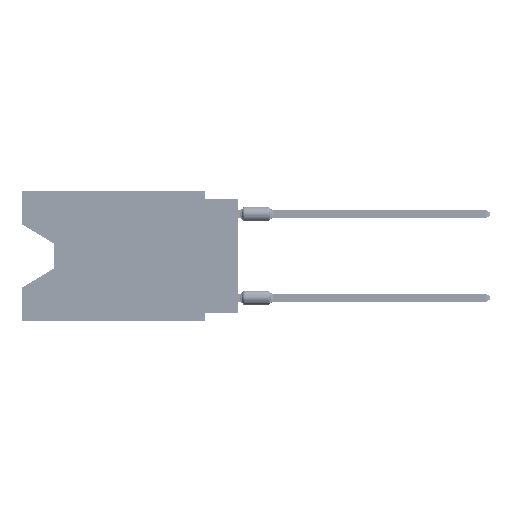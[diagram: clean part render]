
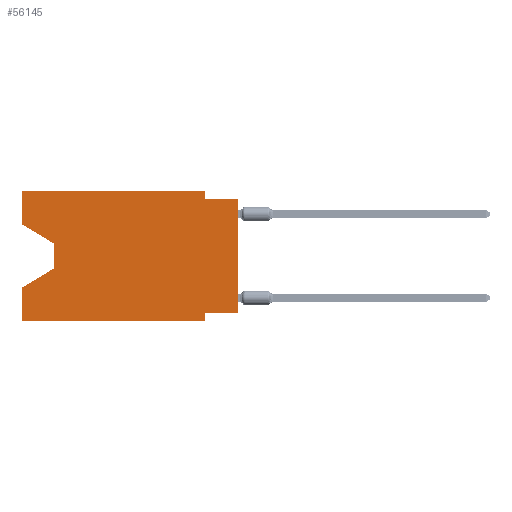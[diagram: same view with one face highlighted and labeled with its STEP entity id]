
A CAD part, left-side view. The second image highlights one B-rep face of the part: STEP entity #56145.
In plain terms, the highlighted planar face has unit normal (-1, 0, 0).
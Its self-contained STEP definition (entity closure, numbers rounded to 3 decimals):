
#326 = DIRECTION ( 'NONE',  ( 0., -1., 0. ) ) ;
#905 = LINE ( 'NONE', #52161, #73710 ) ;
#1253 = VERTEX_POINT ( 'NONE', #44080 ) ;
#1585 = VECTOR ( 'NONE', #5061, 1000. ) ;
#4219 = LINE ( 'NONE', #42862, #17249 ) ;
#4829 = EDGE_LOOP ( 'NONE', ( #82678, #63006, #25627, #76602, #39880, #40308, #26039, #31167, #48069, #39260, #29113, #40808 ) ) ;
#5061 = DIRECTION ( 'NONE',  ( 0., 1., 0. ) ) ;
#5320 = VECTOR ( 'NONE', #24018, 1000. ) ;
#6702 = VECTOR ( 'NONE', #10131, 1000. ) ;
#9438 = LINE ( 'NONE', #73324, #40778 ) ;
#9645 = CARTESIAN_POINT ( 'NONE',  ( 0., 16.383, -2.546 ) ) ;
#9725 = VECTOR ( 'NONE', #60618, 1000. ) ;
#10131 = DIRECTION ( 'NONE',  ( 0., 0., -1. ) ) ;
#10954 = DIRECTION ( 'NONE',  ( 1., 0., 0. ) ) ;
#11579 = VERTEX_POINT ( 'NONE', #38934 ) ;
#16178 = CARTESIAN_POINT ( 'NONE',  ( 0., 16.383, -2.546 ) ) ;
#16854 = DIRECTION ( 'NONE',  ( 0., 0., -1. ) ) ;
#16912 = VERTEX_POINT ( 'NONE', #53890 ) ;
#17249 = VECTOR ( 'NONE', #29833, 1000. ) ;
#17594 = CARTESIAN_POINT ( 'NONE',  ( 0., 13.97, -5.893 ) ) ;
#18274 = CARTESIAN_POINT ( 'NONE',  ( 0., 16.383, 0. ) ) ;
#18515 = CARTESIAN_POINT ( 'NONE',  ( 0., 2.54, -0.635 ) ) ;
#18553 = LINE ( 'NONE', #49653, #5320 ) ;
#20062 = CARTESIAN_POINT ( 'NONE',  ( 0., 13.97, -4.013 ) ) ;
#20923 = VERTEX_POINT ( 'NONE', #9645 ) ;
#22305 = LINE ( 'NONE', #47937, #54231 ) ;
#22485 = DIRECTION ( 'NONE',  ( 0., -0.855, -0.519 ) ) ;
#24018 = DIRECTION ( 'NONE',  ( 0., 0., 1. ) ) ;
#25627 = ORIENTED_EDGE ( 'NONE', *, *, #50387, .T. ) ;
#26039 = ORIENTED_EDGE ( 'NONE', *, *, #69902, .F. ) ;
#28847 = CARTESIAN_POINT ( 'NONE',  ( 0., 16.383, -7.36 ) ) ;
#29113 = ORIENTED_EDGE ( 'NONE', *, *, #60124, .F. ) ;
#29833 = DIRECTION ( 'NONE',  ( 0., 0.855, -0.519 ) ) ;
#31167 = ORIENTED_EDGE ( 'NONE', *, *, #36869, .T. ) ;
#33517 = CARTESIAN_POINT ( 'NONE',  ( 0., 16.383, -9.906 ) ) ;
#34301 = VERTEX_POINT ( 'NONE', #17594 ) ;
#36543 = EDGE_CURVE ( 'NONE', #20923, #70464, #68251, .T. ) ;
#36869 = EDGE_CURVE ( 'NONE', #55631, #77266, #60202, .T. ) ;
#37616 = DIRECTION ( 'NONE',  ( 0., -1., 0. ) ) ;
#38650 = EDGE_CURVE ( 'NONE', #56194, #77266, #22305, .T. ) ;
#38934 = CARTESIAN_POINT ( 'NONE',  ( 0., 2.54, 0. ) ) ;
#39260 = ORIENTED_EDGE ( 'NONE', *, *, #54255, .F. ) ;
#39880 = ORIENTED_EDGE ( 'NONE', *, *, #44384, .T. ) ;
#40308 = ORIENTED_EDGE ( 'NONE', *, *, #44859, .F. ) ;
#40778 = VECTOR ( 'NONE', #60690, 1000. ) ;
#40808 = ORIENTED_EDGE ( 'NONE', *, *, #51881, .F. ) ;
#42862 = CARTESIAN_POINT ( 'NONE',  ( 0., 13.97, -5.893 ) ) ;
#43743 = CARTESIAN_POINT ( 'NONE',  ( 0., 0., -0.635 ) ) ;
#44080 = CARTESIAN_POINT ( 'NONE',  ( 0., 2.54, -9.906 ) ) ;
#44132 = CARTESIAN_POINT ( 'NONE',  ( 0., 0., -9.271 ) ) ;
#44216 = VERTEX_POINT ( 'NONE', #56643 ) ;
#44384 = EDGE_CURVE ( 'NONE', #44216, #1253, #45700, .T. ) ;
#44859 = EDGE_CURVE ( 'NONE', #62559, #1253, #72490, .T. ) ;
#45700 = LINE ( 'NONE', #33517, #62725 ) ;
#47562 = CARTESIAN_POINT ( 'NONE',  ( 0., 2.54, 0. ) ) ;
#47937 = CARTESIAN_POINT ( 'NONE',  ( 0., 0., -0.635 ) ) ;
#48069 = ORIENTED_EDGE ( 'NONE', *, *, #38650, .F. ) ;
#49653 = CARTESIAN_POINT ( 'NONE',  ( 0., 16.383, 0. ) ) ;
#50212 = LINE ( 'NONE', #18274, #54336 ) ;
#50387 = EDGE_CURVE ( 'NONE', #34301, #74515, #4219, .T. ) ;
#50453 = CARTESIAN_POINT ( 'NONE',  ( 0., 16.383, 0. ) ) ;
#51881 = EDGE_CURVE ( 'NONE', #20923, #16912, #18553, .T. ) ;
#52161 = CARTESIAN_POINT ( 'NONE',  ( 0., 16.383, 0. ) ) ;
#52739 = CARTESIAN_POINT ( 'NONE',  ( 0., 2.54, -9.906 ) ) ;
#53228 = EDGE_CURVE ( 'NONE', #44216, #74515, #905, .T. ) ;
#53890 = CARTESIAN_POINT ( 'NONE',  ( 0., 16.383, 0. ) ) ;
#54231 = VECTOR ( 'NONE', #73577, 1000. ) ;
#54255 = EDGE_CURVE ( 'NONE', #11579, #56194, #60980, .T. ) ;
#54336 = VECTOR ( 'NONE', #37616, 1000. ) ;
#55509 = PLANE ( 'NONE',  #78242 ) ;
#55631 = VERTEX_POINT ( 'NONE', #60672 ) ;
#56145 = ADVANCED_FACE ( 'NONE', ( #75670 ), #55509, .F. ) ;
#56194 = VERTEX_POINT ( 'NONE', #18515 ) ;
#56643 = CARTESIAN_POINT ( 'NONE',  ( 0., 16.383, -9.906 ) ) ;
#57394 = VECTOR ( 'NONE', #78792, 1000. ) ;
#60124 = EDGE_CURVE ( 'NONE', #16912, #11579, #50212, .T. ) ;
#60202 = LINE ( 'NONE', #67343, #9725 ) ;
#60618 = DIRECTION ( 'NONE',  ( 0., 0., 1. ) ) ;
#60672 = CARTESIAN_POINT ( 'NONE',  ( 0., 0., -9.271 ) ) ;
#60690 = DIRECTION ( 'NONE',  ( 0., 0., -1. ) ) ;
#60980 = LINE ( 'NONE', #47562, #6702 ) ;
#62559 = VERTEX_POINT ( 'NONE', #66361 ) ;
#62725 = VECTOR ( 'NONE', #326, 1000. ) ;
#63006 = ORIENTED_EDGE ( 'NONE', *, *, #82177, .T. ) ;
#66361 = CARTESIAN_POINT ( 'NONE',  ( 0., 2.54, -9.271 ) ) ;
#67343 = CARTESIAN_POINT ( 'NONE',  ( 0., 0., 0. ) ) ;
#68251 = LINE ( 'NONE', #16178, #68752 ) ;
#68752 = VECTOR ( 'NONE', #22485, 1000. ) ;
#69902 = EDGE_CURVE ( 'NONE', #55631, #62559, #82376, .T. ) ;
#70464 = VERTEX_POINT ( 'NONE', #20062 ) ;
#72490 = LINE ( 'NONE', #52739, #57394 ) ;
#73324 = CARTESIAN_POINT ( 'NONE',  ( 0., 13.97, -4.013 ) ) ;
#73577 = DIRECTION ( 'NONE',  ( 0., -1., 0. ) ) ;
#73710 = VECTOR ( 'NONE', #77808, 1000. ) ;
#74515 = VERTEX_POINT ( 'NONE', #28847 ) ;
#75670 = FACE_OUTER_BOUND ( 'NONE', #4829, .T. ) ;
#76602 = ORIENTED_EDGE ( 'NONE', *, *, #53228, .F. ) ;
#77266 = VERTEX_POINT ( 'NONE', #43743 ) ;
#77808 = DIRECTION ( 'NONE',  ( 0., 0., 1. ) ) ;
#78242 = AXIS2_PLACEMENT_3D ( 'NONE', #50453, #10954, #16854 ) ;
#78792 = DIRECTION ( 'NONE',  ( 0., 0., -1. ) ) ;
#82177 = EDGE_CURVE ( 'NONE', #70464, #34301, #9438, .T. ) ;
#82376 = LINE ( 'NONE', #44132, #1585 ) ;
#82678 = ORIENTED_EDGE ( 'NONE', *, *, #36543, .T. ) ;
